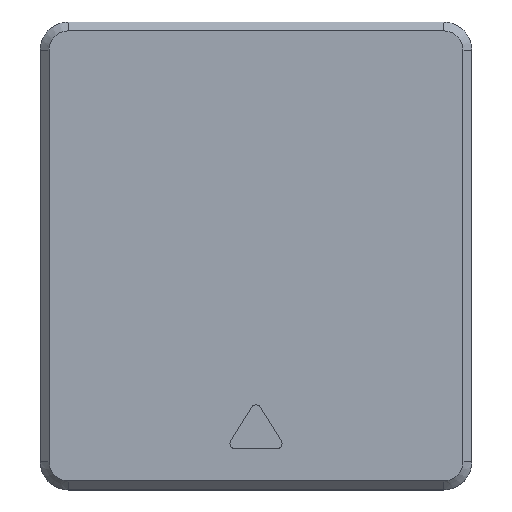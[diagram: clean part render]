
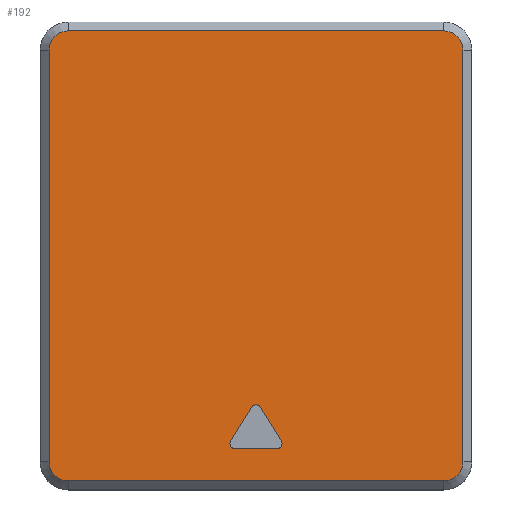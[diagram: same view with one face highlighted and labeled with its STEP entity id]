
A CAD part, top view. The second image highlights one B-rep face of the part: STEP entity #192.
In plain terms, the highlighted planar face has unit normal (0, 0, 1).
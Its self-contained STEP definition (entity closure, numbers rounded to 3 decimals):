
#98=FACE_BOUND('',#433,.T.);
#99=FACE_BOUND('',#434,.T.);
#135=CIRCLE('',#1764,1.3);
#136=CIRCLE('',#1765,1.3);
#137=CIRCLE('',#1766,1.3);
#138=CIRCLE('',#1767,4.8);
#139=CIRCLE('',#1768,4.8);
#140=CIRCLE('',#1769,4.8);
#141=CIRCLE('',#1770,4.8);
#192=ADVANCED_FACE('',(#98,#99),#288,.T.);
#288=PLANE('',#1771);
#433=EDGE_LOOP('',(#635,#636,#637,#638,#639,#640));
#434=EDGE_LOOP('',(#641,#642,#643,#644,#645,#646,#647,#648));
#635=ORIENTED_EDGE('',*,*,#1244,.T.);
#636=ORIENTED_EDGE('',*,*,#1245,.T.);
#637=ORIENTED_EDGE('',*,*,#1246,.T.);
#638=ORIENTED_EDGE('',*,*,#1247,.T.);
#639=ORIENTED_EDGE('',*,*,#1248,.T.);
#640=ORIENTED_EDGE('',*,*,#1249,.T.);
#641=ORIENTED_EDGE('',*,*,#1250,.T.);
#642=ORIENTED_EDGE('',*,*,#1251,.T.);
#643=ORIENTED_EDGE('',*,*,#1252,.T.);
#644=ORIENTED_EDGE('',*,*,#1253,.T.);
#645=ORIENTED_EDGE('',*,*,#1254,.T.);
#646=ORIENTED_EDGE('',*,*,#1255,.T.);
#647=ORIENTED_EDGE('',*,*,#1256,.T.);
#648=ORIENTED_EDGE('',*,*,#1257,.T.);
#1075=VERTEX_POINT('',#2554);
#1076=VERTEX_POINT('',#2555);
#1077=VERTEX_POINT('',#2557);
#1078=VERTEX_POINT('',#2559);
#1079=VERTEX_POINT('',#2561);
#1080=VERTEX_POINT('',#2563);
#1081=VERTEX_POINT('',#2566);
#1082=VERTEX_POINT('',#2567);
#1083=VERTEX_POINT('',#2569);
#1084=VERTEX_POINT('',#2571);
#1085=VERTEX_POINT('',#2573);
#1086=VERTEX_POINT('',#2575);
#1087=VERTEX_POINT('',#2577);
#1088=VERTEX_POINT('',#2579);
#1244=EDGE_CURVE('',#1075,#1076,#1462,.T.);
#1245=EDGE_CURVE('',#1076,#1077,#135,.T.);
#1246=EDGE_CURVE('',#1077,#1078,#1463,.T.);
#1247=EDGE_CURVE('',#1078,#1079,#136,.T.);
#1248=EDGE_CURVE('',#1079,#1080,#1464,.T.);
#1249=EDGE_CURVE('',#1080,#1075,#137,.T.);
#1250=EDGE_CURVE('',#1081,#1082,#138,.T.);
#1251=EDGE_CURVE('',#1082,#1083,#1465,.T.);
#1252=EDGE_CURVE('',#1083,#1084,#139,.T.);
#1253=EDGE_CURVE('',#1084,#1085,#1466,.T.);
#1254=EDGE_CURVE('',#1085,#1086,#140,.T.);
#1255=EDGE_CURVE('',#1086,#1087,#1467,.T.);
#1256=EDGE_CURVE('',#1087,#1088,#141,.T.);
#1257=EDGE_CURVE('',#1088,#1081,#1468,.T.);
#1462=LINE('',#2553,#1630);
#1463=LINE('',#2558,#1631);
#1464=LINE('',#2562,#1632);
#1465=LINE('',#2568,#1633);
#1466=LINE('',#2572,#1634);
#1467=LINE('',#2576,#1635);
#1468=LINE('',#2580,#1636);
#1630=VECTOR('',#2025,1.);
#1631=VECTOR('',#2028,1.);
#1632=VECTOR('',#2031,1.);
#1633=VECTOR('',#2036,1.);
#1634=VECTOR('',#2039,1.);
#1635=VECTOR('',#2042,1.);
#1636=VECTOR('',#2045,1.);
#1764=AXIS2_PLACEMENT_3D('',#2556,#2026,#2027);
#1765=AXIS2_PLACEMENT_3D('',#2560,#2029,#2030);
#1766=AXIS2_PLACEMENT_3D('',#2564,#2032,#2033);
#1767=AXIS2_PLACEMENT_3D('',#2565,#2034,#2035);
#1768=AXIS2_PLACEMENT_3D('',#2570,#2037,#2038);
#1769=AXIS2_PLACEMENT_3D('',#2574,#2040,#2041);
#1770=AXIS2_PLACEMENT_3D('',#2578,#2043,#2044);
#1771=AXIS2_PLACEMENT_3D('',#2581,#2046,#2047);
#2025=DIRECTION('',(-1.,0.,0.));
#2026=DIRECTION('',(0.,0.,-1.));
#2027=DIRECTION('',(1.,0.,0.));
#2028=DIRECTION('',(0.529,0.849,0.));
#2029=DIRECTION('',(0.,0.,-1.));
#2030=DIRECTION('',(1.,0.,0.));
#2031=DIRECTION('',(0.529,-0.849,0.));
#2032=DIRECTION('',(0.,0.,-1.));
#2033=DIRECTION('',(1.,0.,0.));
#2034=DIRECTION('',(0.,0.,1.));
#2035=DIRECTION('',(1.,0.,0.));
#2036=DIRECTION('',(-1.,0.,0.));
#2037=DIRECTION('',(0.,0.,1.));
#2038=DIRECTION('',(1.,0.,0.));
#2039=DIRECTION('',(0.,-1.,0.));
#2040=DIRECTION('',(0.,0.,1.));
#2041=DIRECTION('',(1.,0.,0.));
#2042=DIRECTION('',(1.,0.,0.));
#2043=DIRECTION('',(0.,0.,1.));
#2044=DIRECTION('',(1.,0.,0.));
#2045=DIRECTION('',(0.,1.,0.));
#2046=DIRECTION('',(0.,0.,1.));
#2047=DIRECTION('',(1.,0.,0.));
#2553=CARTESIAN_POINT('',(58.655,10.2,25.5));
#2554=CARTESIAN_POINT('',(58.655,10.2,25.5));
#2555=CARTESIAN_POINT('',(48.346,10.2,25.5));
#2556=CARTESIAN_POINT('',(48.346,11.5,25.5));
#2557=CARTESIAN_POINT('',(47.242,12.187,25.5));
#2558=CARTESIAN_POINT('',(47.242,12.187,25.5));
#2559=CARTESIAN_POINT('',(52.396,20.464,25.5));
#2560=CARTESIAN_POINT('',(53.5,19.777,25.5));
#2561=CARTESIAN_POINT('',(54.604,20.464,25.5));
#2562=CARTESIAN_POINT('',(54.604,20.464,25.5));
#2563=CARTESIAN_POINT('',(59.758,12.187,25.5));
#2564=CARTESIAN_POINT('',(58.655,11.5,25.5));
#2565=CARTESIAN_POINT('',(100.,109.,25.5));
#2566=CARTESIAN_POINT('',(104.8,109.,25.5));
#2567=CARTESIAN_POINT('',(100.,113.8,25.5));
#2568=CARTESIAN_POINT('',(7.,113.8,25.5));
#2569=CARTESIAN_POINT('',(7.,113.8,25.5));
#2570=CARTESIAN_POINT('',(7.,109.,25.5));
#2571=CARTESIAN_POINT('',(2.2,109.,25.5));
#2572=CARTESIAN_POINT('',(2.2,7.,25.5));
#2573=CARTESIAN_POINT('',(2.2,7.,25.5));
#2574=CARTESIAN_POINT('',(7.,7.,25.5));
#2575=CARTESIAN_POINT('',(7.,2.2,25.5));
#2576=CARTESIAN_POINT('',(100.,2.2,25.5));
#2577=CARTESIAN_POINT('',(100.,2.2,25.5));
#2578=CARTESIAN_POINT('',(100.,7.,25.5));
#2579=CARTESIAN_POINT('',(104.8,7.,25.5));
#2580=CARTESIAN_POINT('',(104.8,109.,25.5));
#2581=CARTESIAN_POINT('',(0.,0.,25.5));
